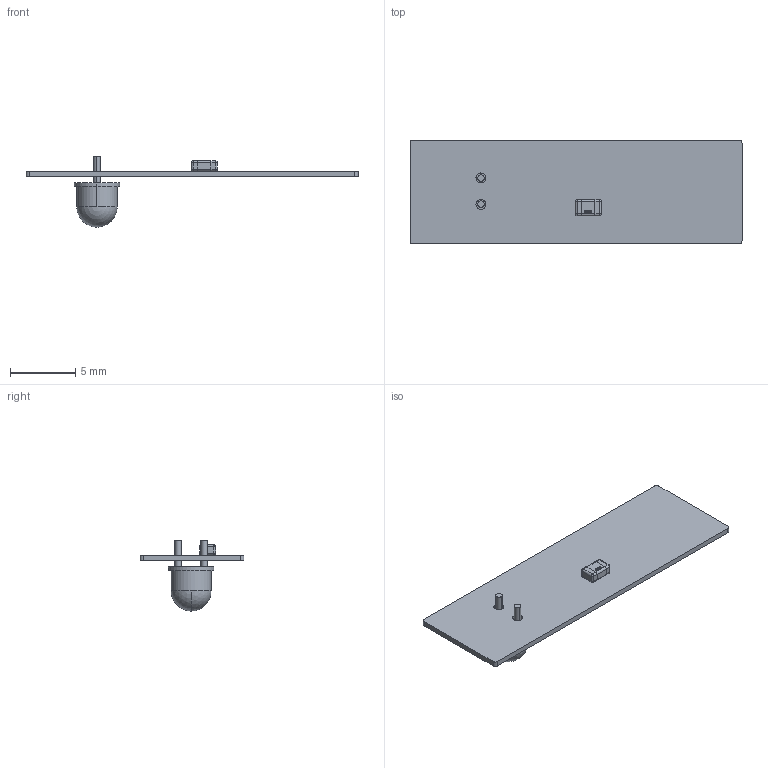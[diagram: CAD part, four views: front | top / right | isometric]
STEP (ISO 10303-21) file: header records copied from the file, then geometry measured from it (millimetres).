
FILE_DESCRIPTION(('Open CASCADE Model'),'2;1');
FILE_NAME('Open CASCADE Shape Model','2023-05-31T21:33:20',('Author'),( 'Open CASCADE'),'Open CASCADE STEP processor 6.8','Open CASCADE 6.8' ,'Unknown');
FILE_SCHEMA(('AUTOMOTIVE_DESIGN { 1 0 10303 214 1 1 1 1 }'));
Length unit declared in the file: millimetre
Products named in the file (7): PCB; Board; Open CASCADE STEP translator 6.8 3.1.1; Open CASCADE STEP translator 6.8 3.2; LED; Open CASCADE STEP translator 6.8 3.3; SW3dPS-0805_SMD_Resistor
Assembly tree (6 placements, depth 3):
  PCB
    Board
      Open CASCADE STEP translator 6.8 3.1.1
    Open CASCADE STEP translator 6.8 3.2
      LED
    Open CASCADE STEP translator 6.8 3.3
      SW3dPS-0805_SMD_Resistor
Bounding box: 25.52 x 7.99 x 5.4 mm (x, y, z)
Volume: 108.6 mm3; surface area: 495.9 mm2
Topology: 3 solids, 3 shells, 116 faces, 274 edges, 163 vertices
Faces by surface type: plane 37, bspline 35, cylinder 34, sphere 10
Full cylindrical faces by diameter (mm): 0.762 x2
Entity records: 6065 total; most frequent: CARTESIAN_POINT 2785, ORIENTED_EDGE 528, DIRECTION 434, EDGE_CURVE 264, VERTEX_POINT 163, AXIS2_PLACEMENT_3D 152, LINE 130, VECTOR 130
